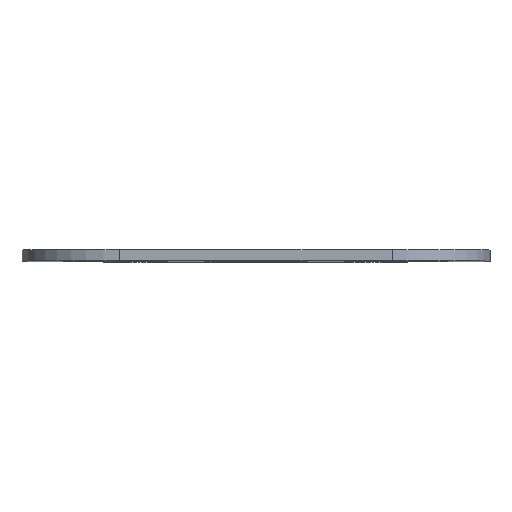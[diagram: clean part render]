
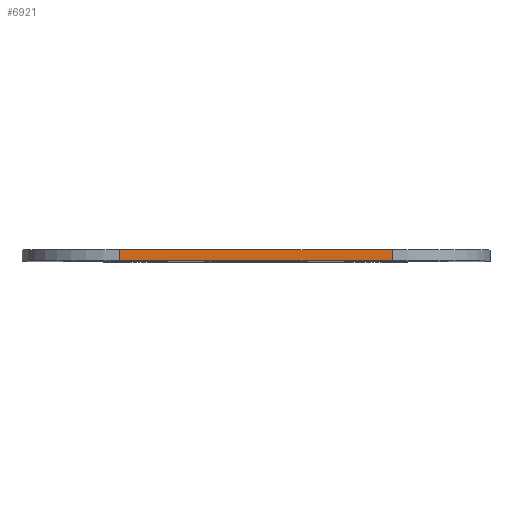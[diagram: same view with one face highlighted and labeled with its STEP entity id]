
A CAD part, top view. The second image highlights one B-rep face of the part: STEP entity #6921.
In plain terms, the highlighted planar face has unit normal (-0.001, 0, 1).
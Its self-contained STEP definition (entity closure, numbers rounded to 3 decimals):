
#374=PLANE('',#7235);
#736=FACE_OUTER_BOUND('',#1136,.T.);
#1136=EDGE_LOOP('',(#6311,#6312,#6313,#6314));
#1368=LINE('',#10213,#2009);
#1790=LINE('',#12926,#2431);
#1791=LINE('',#12929,#2432);
#1792=LINE('',#12930,#2433);
#2009=VECTOR('',#7581,10.);
#2431=VECTOR('',#8493,10.);
#2432=VECTOR('',#8496,10.);
#2433=VECTOR('',#8497,10.);
#2940=VERTEX_POINT('',#10210);
#2941=VERTEX_POINT('',#10212);
#3387=VERTEX_POINT('',#12924);
#3388=VERTEX_POINT('',#12928);
#3725=EDGE_CURVE('',#2940,#2941,#1368,.T.);
#4395=EDGE_CURVE('',#3387,#2941,#1790,.T.);
#4396=EDGE_CURVE('',#3387,#3388,#1791,.T.);
#4397=EDGE_CURVE('',#3388,#2940,#1792,.T.);
#6311=ORIENTED_EDGE('',*,*,#4396,.F.);
#6312=ORIENTED_EDGE('',*,*,#4395,.T.);
#6313=ORIENTED_EDGE('',*,*,#3725,.F.);
#6314=ORIENTED_EDGE('',*,*,#4397,.F.);
#6921=ADVANCED_FACE('',(#736),#374,.T.);
#7235=AXIS2_PLACEMENT_3D('',#12927,#8494,#8495);
#7581=DIRECTION('',(1.,0.,0.001));
#8493=DIRECTION('',(0.,1.,0.));
#8494=DIRECTION('center_axis',(-0.001,0.,1.));
#8495=DIRECTION('ref_axis',(1.,0.,0.001));
#8496=DIRECTION('',(-1.,0.,-0.001));
#8497=DIRECTION('',(0.,1.,0.));
#10210=CARTESIAN_POINT('',(-18.407,16.,40.906));
#10212=CARTESIAN_POINT('',(18.561,16.,40.958));
#10213=CARTESIAN_POINT('',(18.561,16.,40.958));
#12924=CARTESIAN_POINT('',(18.561,14.5,40.958));
#12926=CARTESIAN_POINT('',(18.561,14.5,40.958));
#12927=CARTESIAN_POINT('Origin',(-18.407,14.5,40.906));
#12928=CARTESIAN_POINT('',(-18.407,14.5,40.906));
#12929=CARTESIAN_POINT('',(18.561,14.5,40.958));
#12930=CARTESIAN_POINT('',(-18.407,14.5,40.906));
